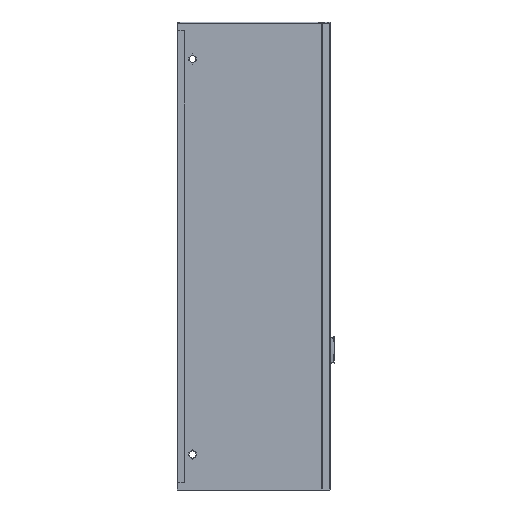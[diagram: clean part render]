
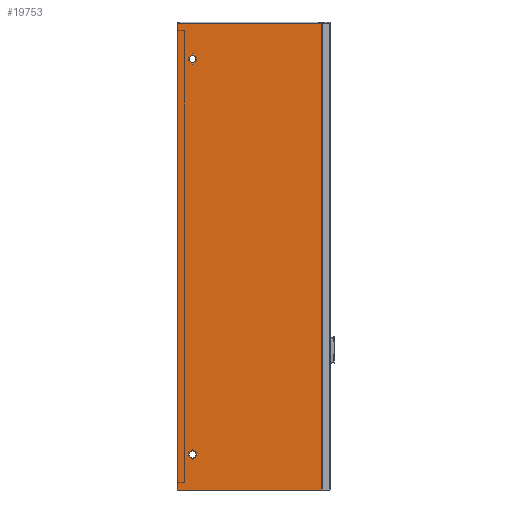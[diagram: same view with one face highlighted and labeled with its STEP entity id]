
A CAD part, left-side view. The second image highlights one B-rep face of the part: STEP entity #19753.
In plain terms, the highlighted planar face has unit normal (-1, 0, 0).
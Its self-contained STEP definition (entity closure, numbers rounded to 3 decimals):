
#894=FACE_BOUND('',#25302,.T.);
#895=FACE_BOUND('',#25303,.T.);
#19753=ADVANCED_FACE('',(#22453,#894,#895),#76426,.T.);
#22453=FACE_OUTER_BOUND('',#25301,.T.);
#25301=EDGE_LOOP('',(#33856,#33857,#33858,#33859,#33860,#33861,#33862,#33863,
#33864,#33865));
#25302=EDGE_LOOP('',(#33866,#33867,#33868,#33869));
#25303=EDGE_LOOP('',(#33870,#33871,#33872,#33873));
#33856=ORIENTED_EDGE('',*,*,#48623,.F.);
#33857=ORIENTED_EDGE('',*,*,#48622,.F.);
#33858=ORIENTED_EDGE('',*,*,#48621,.F.);
#33859=ORIENTED_EDGE('',*,*,#48620,.F.);
#33860=ORIENTED_EDGE('',*,*,#48619,.F.);
#33861=ORIENTED_EDGE('',*,*,#48605,.F.);
#33862=ORIENTED_EDGE('',*,*,#48601,.T.);
#33863=ORIENTED_EDGE('',*,*,#48599,.T.);
#33864=ORIENTED_EDGE('',*,*,#48597,.T.);
#33865=ORIENTED_EDGE('',*,*,#48594,.F.);
#33866=ORIENTED_EDGE('',*,*,#48641,.F.);
#33867=ORIENTED_EDGE('',*,*,#48624,.F.);
#33868=ORIENTED_EDGE('',*,*,#48644,.F.);
#33869=ORIENTED_EDGE('',*,*,#48625,.F.);
#33870=ORIENTED_EDGE('',*,*,#48649,.F.);
#33871=ORIENTED_EDGE('',*,*,#48626,.F.);
#33872=ORIENTED_EDGE('',*,*,#48652,.F.);
#33873=ORIENTED_EDGE('',*,*,#48627,.F.);
#48594=EDGE_CURVE('',#71562,#71561,#60868,.T.);
#48597=EDGE_CURVE('',#71563,#71561,#60871,.T.);
#48599=EDGE_CURVE('',#71564,#71563,#60873,.T.);
#48601=EDGE_CURVE('',#71565,#71564,#60875,.T.);
#48605=EDGE_CURVE('',#71565,#71537,#60878,.T.);
#48619=EDGE_CURVE('',#71537,#71574,#60891,.T.);
#48620=EDGE_CURVE('',#71574,#71575,#60892,.T.);
#48621=EDGE_CURVE('',#71575,#71576,#60893,.T.);
#48622=EDGE_CURVE('',#71576,#71577,#60894,.T.);
#48623=EDGE_CURVE('',#71577,#71562,#60895,.T.);
#48624=EDGE_CURVE('',#71579,#71580,#60896,.T.);
#48625=EDGE_CURVE('',#71581,#71578,#60897,.T.);
#48626=EDGE_CURVE('',#71583,#71584,#60898,.T.);
#48627=EDGE_CURVE('',#71585,#71582,#60899,.T.);
#48641=EDGE_CURVE('',#71580,#71581,#54966,.T.);
#48644=EDGE_CURVE('',#71578,#71579,#54968,.T.);
#48649=EDGE_CURVE('',#71584,#71585,#54970,.T.);
#48652=EDGE_CURVE('',#71582,#71583,#54972,.T.);
#54966=(
BOUNDED_CURVE()
B_SPLINE_CURVE(2,(#144234,#144235,#144236,#144237,#144238),
 .UNSPECIFIED.,.F.,.F.)
B_SPLINE_CURVE_WITH_KNOTS((3,2,3),(-20.,-10.,0.),.UNSPECIFIED.)
CURVE()
GEOMETRIC_REPRESENTATION_ITEM()
RATIONAL_B_SPLINE_CURVE((1.,0.707,1.,0.707,1.))
REPRESENTATION_ITEM('')
);
#54968=(
BOUNDED_CURVE()
B_SPLINE_CURVE(2,(#144246,#144247,#144248,#144249,#144250),
 .UNSPECIFIED.,.F.,.F.)
B_SPLINE_CURVE_WITH_KNOTS((3,2,3),(-20.,-10.,
0.),.UNSPECIFIED.)
CURVE()
GEOMETRIC_REPRESENTATION_ITEM()
RATIONAL_B_SPLINE_CURVE((1.,0.707,1.,0.707,1.))
REPRESENTATION_ITEM('')
);
#54970=(
BOUNDED_CURVE()
B_SPLINE_CURVE(2,(#144262,#144263,#144264,#144265,#144266),
 .UNSPECIFIED.,.F.,.F.)
B_SPLINE_CURVE_WITH_KNOTS((3,2,3),(-20.,-10.,0.),.UNSPECIFIED.)
CURVE()
GEOMETRIC_REPRESENTATION_ITEM()
RATIONAL_B_SPLINE_CURVE((1.,0.707,1.,0.707,1.))
REPRESENTATION_ITEM('')
);
#54972=(
BOUNDED_CURVE()
B_SPLINE_CURVE(2,(#144274,#144275,#144276,#144277,#144278),
 .UNSPECIFIED.,.F.,.F.)
B_SPLINE_CURVE_WITH_KNOTS((3,2,3),(-20.,-10.,0.),.UNSPECIFIED.)
CURVE()
GEOMETRIC_REPRESENTATION_ITEM()
RATIONAL_B_SPLINE_CURVE((1.,0.707,1.,0.707,1.))
REPRESENTATION_ITEM('')
);
#60868=B_SPLINE_CURVE_WITH_KNOTS('',1,(#144124,#144125),.UNSPECIFIED.,.F.,
 .F.,(2,2),(0.,610.),.UNSPECIFIED.);
#60871=B_SPLINE_CURVE_WITH_KNOTS('',1,(#144130,#144131),.UNSPECIFIED.,.F.,
 .F.,(2,2),(0.,0.5),.UNSPECIFIED.);
#60873=B_SPLINE_CURVE_WITH_KNOTS('',1,(#144134,#144135),.UNSPECIFIED.,.F.,
 .F.,(2,2),(0.,1.),.UNSPECIFIED.);
#60875=B_SPLINE_CURVE_WITH_KNOTS('',1,(#144138,#144139),.UNSPECIFIED.,.F.,
 .F.,(2,2),(0.,9.5),.UNSPECIFIED.);
#60878=B_SPLINE_CURVE_WITH_KNOTS('',1,(#144147,#144148),.UNSPECIFIED.,.F.,
 .F.,(2,2),(0.,195.172),.UNSPECIFIED.);
#60891=B_SPLINE_CURVE_WITH_KNOTS('',1,(#144185,#144186),.UNSPECIFIED.,.F.,
 .F.,(2,2),(0.,630.),.UNSPECIFIED.);
#60892=B_SPLINE_CURVE_WITH_KNOTS('',1,(#144187,#144188),.UNSPECIFIED.,.F.,
 .F.,(2,2),(0.,195.172),.UNSPECIFIED.);
#60893=B_SPLINE_CURVE_WITH_KNOTS('',1,(#144189,#144190),.UNSPECIFIED.,.F.,
 .F.,(2,2),(0.,9.5),.UNSPECIFIED.);
#60894=B_SPLINE_CURVE_WITH_KNOTS('',1,(#144191,#144192),.UNSPECIFIED.,.F.,
 .F.,(2,2),(0.,1.),.UNSPECIFIED.);
#60895=B_SPLINE_CURVE_WITH_KNOTS('',1,(#144193,#144194),.UNSPECIFIED.,.F.,
 .F.,(2,2),(0.,0.5),.UNSPECIFIED.);
#60896=B_SPLINE_CURVE_WITH_KNOTS('',1,(#144195,#144196),.UNSPECIFIED.,.F.,
 .F.,(2,2),(0.,4.),.UNSPECIFIED.);
#60897=B_SPLINE_CURVE_WITH_KNOTS('',1,(#144197,#144198),.UNSPECIFIED.,.F.,
 .F.,(2,2),(0.,4.),.UNSPECIFIED.);
#60898=B_SPLINE_CURVE_WITH_KNOTS('',1,(#144199,#144200),.UNSPECIFIED.,.F.,
 .F.,(2,2),(0.,4.),.UNSPECIFIED.);
#60899=B_SPLINE_CURVE_WITH_KNOTS('',1,(#144201,#144202),.UNSPECIFIED.,.F.,
 .F.,(2,2),(0.,4.),.UNSPECIFIED.);
#71537=VERTEX_POINT('',#142453);
#71561=VERTEX_POINT('',#142477);
#71562=VERTEX_POINT('',#142478);
#71563=VERTEX_POINT('',#142479);
#71564=VERTEX_POINT('',#142480);
#71565=VERTEX_POINT('',#142481);
#71574=VERTEX_POINT('',#142490);
#71575=VERTEX_POINT('',#142491);
#71576=VERTEX_POINT('',#142492);
#71577=VERTEX_POINT('',#142493);
#71578=VERTEX_POINT('',#142494);
#71579=VERTEX_POINT('',#142495);
#71580=VERTEX_POINT('',#142496);
#71581=VERTEX_POINT('',#142497);
#71582=VERTEX_POINT('',#142498);
#71583=VERTEX_POINT('',#142499);
#71584=VERTEX_POINT('',#142500);
#71585=VERTEX_POINT('',#142501);
#76426=PLANE('',#78431);
#78431=AXIS2_PLACEMENT_3D('',#140907,#80421,$);
#80421=DIRECTION('',(-1.,0.,0.));
#140907=CARTESIAN_POINT('',(-301.5,-215.852,-64.163));
#142453=CARTESIAN_POINT('',(-301.5,-195.172,630.));
#142477=CARTESIAN_POINT('',(-301.5,-1.,620.));
#142478=CARTESIAN_POINT('',(-301.5,-1.,10.));
#142479=CARTESIAN_POINT('',(-301.5,-1.,620.5));
#142480=CARTESIAN_POINT('',(-301.5,0.,620.5));
#142481=CARTESIAN_POINT('',(-301.5,0.,630.));
#142490=CARTESIAN_POINT('',(-301.5,-195.172,0.));
#142491=CARTESIAN_POINT('',(-301.5,0.,0.));
#142492=CARTESIAN_POINT('',(-301.5,0.,9.5));
#142493=CARTESIAN_POINT('',(-301.5,-1.,9.5));
#142494=CARTESIAN_POINT('',(-301.5,-16.,580.));
#142495=CARTESIAN_POINT('',(-301.5,-26.,580.));
#142496=CARTESIAN_POINT('',(-301.5,-26.,584.));
#142497=CARTESIAN_POINT('',(-301.5,-16.,584.));
#142498=CARTESIAN_POINT('',(-301.5,-16.,46.));
#142499=CARTESIAN_POINT('',(-301.5,-26.,46.));
#142500=CARTESIAN_POINT('',(-301.5,-26.,50.));
#142501=CARTESIAN_POINT('',(-301.5,-16.,50.));
#144124=CARTESIAN_POINT('',(-301.5,-1.,10.));
#144125=CARTESIAN_POINT('',(-301.5,-1.,620.));
#144130=CARTESIAN_POINT('',(-301.5,-1.,620.5));
#144131=CARTESIAN_POINT('',(-301.5,-1.,620.));
#144134=CARTESIAN_POINT('',(-301.5,0.,620.5));
#144135=CARTESIAN_POINT('',(-301.5,-1.,620.5));
#144138=CARTESIAN_POINT('',(-301.5,0.,630.));
#144139=CARTESIAN_POINT('',(-301.5,0.,620.5));
#144147=CARTESIAN_POINT('',(-301.5,0.,630.));
#144148=CARTESIAN_POINT('',(-301.5,-195.172,630.));
#144185=CARTESIAN_POINT('',(-301.5,-195.172,630.));
#144186=CARTESIAN_POINT('',(-301.5,-195.172,0.));
#144187=CARTESIAN_POINT('',(-301.5,-195.172,0.));
#144188=CARTESIAN_POINT('',(-301.5,0.,0.));
#144189=CARTESIAN_POINT('',(-301.5,0.,0.));
#144190=CARTESIAN_POINT('',(-301.5,0.,9.5));
#144191=CARTESIAN_POINT('',(-301.5,0.,9.5));
#144192=CARTESIAN_POINT('',(-301.5,-1.,9.5));
#144193=CARTESIAN_POINT('',(-301.5,-1.,9.5));
#144194=CARTESIAN_POINT('',(-301.5,-1.,10.));
#144195=CARTESIAN_POINT('',(-301.5,-26.,580.));
#144196=CARTESIAN_POINT('',(-301.5,-26.,584.));
#144197=CARTESIAN_POINT('',(-301.5,-16.,584.));
#144198=CARTESIAN_POINT('',(-301.5,-16.,580.));
#144199=CARTESIAN_POINT('',(-301.5,-26.,46.));
#144200=CARTESIAN_POINT('',(-301.5,-26.,50.));
#144201=CARTESIAN_POINT('',(-301.5,-16.,50.));
#144202=CARTESIAN_POINT('',(-301.5,-16.,46.));
#144234=CARTESIAN_POINT('',(-301.5,-26.,584.));
#144235=CARTESIAN_POINT('',(-301.5,-26.,589.));
#144236=CARTESIAN_POINT('',(-301.5,-21.,589.));
#144237=CARTESIAN_POINT('',(-301.5,-16.,589.));
#144238=CARTESIAN_POINT('',(-301.5,-16.,584.));
#144246=CARTESIAN_POINT('',(-301.5,-16.,580.));
#144247=CARTESIAN_POINT('',(-301.5,-16.,575.));
#144248=CARTESIAN_POINT('',(-301.5,-21.,575.));
#144249=CARTESIAN_POINT('',(-301.5,-26.,575.));
#144250=CARTESIAN_POINT('',(-301.5,-26.,580.));
#144262=CARTESIAN_POINT('',(-301.5,-26.,50.));
#144263=CARTESIAN_POINT('',(-301.5,-26.,55.));
#144264=CARTESIAN_POINT('',(-301.5,-21.,55.));
#144265=CARTESIAN_POINT('',(-301.5,-16.,55.));
#144266=CARTESIAN_POINT('',(-301.5,-16.,50.));
#144274=CARTESIAN_POINT('',(-301.5,-16.,46.));
#144275=CARTESIAN_POINT('',(-301.5,-16.,41.));
#144276=CARTESIAN_POINT('',(-301.5,-21.,41.));
#144277=CARTESIAN_POINT('',(-301.5,-26.,41.));
#144278=CARTESIAN_POINT('',(-301.5,-26.,46.));
